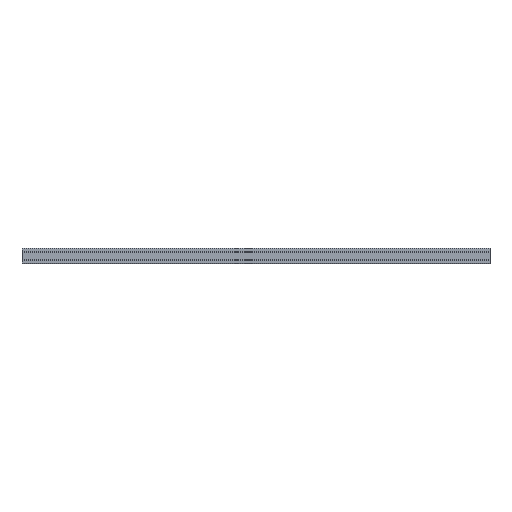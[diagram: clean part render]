
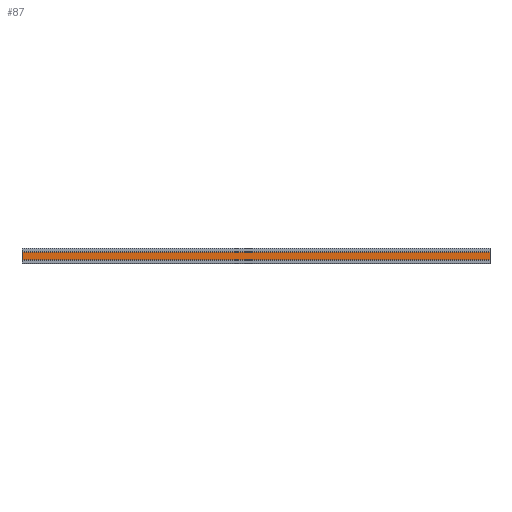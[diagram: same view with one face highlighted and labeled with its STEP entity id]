
A CAD part, top view. The second image highlights one B-rep face of the part: STEP entity #87.
In plain terms, the highlighted planar face has unit normal (0, 0, 1).
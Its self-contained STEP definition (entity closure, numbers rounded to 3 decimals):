
#51=AXIS2_PLACEMENT_3D('Plane Axis2P3D',#48,#49,#50) ;
#48=CARTESIAN_POINT('Axis2P3D Location',(0.,25.05,4.1)) ;
#53=CARTESIAN_POINT('Line Origine',(1000.,16.75,4.1)) ;
#57=CARTESIAN_POINT('Vertex',(1000.,8.45,4.1)) ;
#59=CARTESIAN_POINT('Vertex',(1000.,25.05,4.1)) ;
#62=CARTESIAN_POINT('Line Origine',(500.,25.05,4.1)) ;
#66=CARTESIAN_POINT('Vertex',(0.,25.05,4.1)) ;
#69=CARTESIAN_POINT('Line Origine',(0.,16.75,4.1)) ;
#73=CARTESIAN_POINT('Vertex',(0.,8.45,4.1)) ;
#76=CARTESIAN_POINT('Line Origine',(500.,8.45,4.1)) ;
#49=DIRECTION('Axis2P3D Direction',(0.,0.,1.)) ;
#50=DIRECTION('Axis2P3D XDirection',(0.,-1.,0.)) ;
#54=DIRECTION('Vector Direction',(0.,-1.,0.)) ;
#63=DIRECTION('Vector Direction',(1.,0.,0.)) ;
#70=DIRECTION('Vector Direction',(0.,-1.,0.)) ;
#77=DIRECTION('Vector Direction',(1.,0.,0.)) ;
#55=VECTOR('Line Direction',#54,1.) ;
#64=VECTOR('Line Direction',#63,1.) ;
#71=VECTOR('Line Direction',#70,1.) ;
#78=VECTOR('Line Direction',#77,1.) ;
#82=ORIENTED_EDGE('',*,*,#61,.T.) ;
#83=ORIENTED_EDGE('',*,*,#68,.F.) ;
#84=ORIENTED_EDGE('',*,*,#75,.F.) ;
#85=ORIENTED_EDGE('',*,*,#80,.T.) ;
#87=ADVANCED_FACE('V1',(#86),#52,.T.) ;
#61=EDGE_CURVE('',#58,#60,#56,.F.) ;
#68=EDGE_CURVE('',#67,#60,#65,.T.) ;
#75=EDGE_CURVE('',#74,#67,#72,.F.) ;
#80=EDGE_CURVE('',#74,#58,#79,.T.) ;
#81=EDGE_LOOP('',(#82,#83,#84,#85)) ;
#86=FACE_OUTER_BOUND('',#81,.T.) ;
#56=LINE('Line',#53,#55) ;
#65=LINE('Line',#62,#64) ;
#72=LINE('Line',#69,#71) ;
#79=LINE('Line',#76,#78) ;
#52=PLANE('',#51) ;
#58=VERTEX_POINT('',#57) ;
#60=VERTEX_POINT('',#59) ;
#67=VERTEX_POINT('',#66) ;
#74=VERTEX_POINT('',#73) ;
